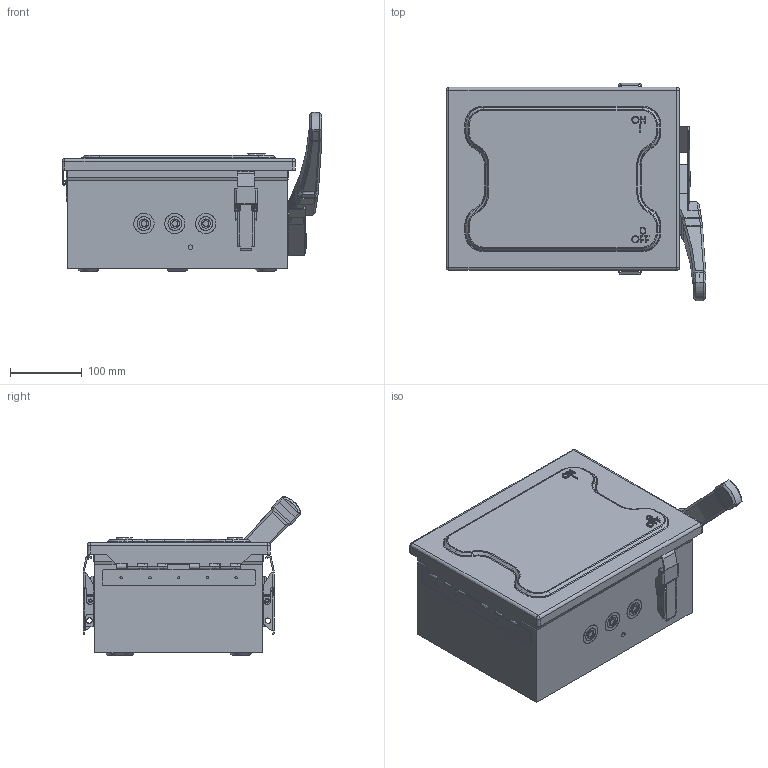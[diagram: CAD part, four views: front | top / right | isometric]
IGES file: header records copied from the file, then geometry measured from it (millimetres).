
Global section: file name: EOHU361K.igs; preprocessor: I-DEAS 3D IGES Translator 15; date: 20140204.075534; units: millimetre
Bounding box: 361.75 x 303.18 x 221.84 mm (x, y, z)
Volume: 13095.6 mm3; surface area: 438103.9 mm2
Topology: 10 solids, 10 shells, 1088 faces, 5567 edges, 5230 vertices
Faces by surface type: bspline 1088
